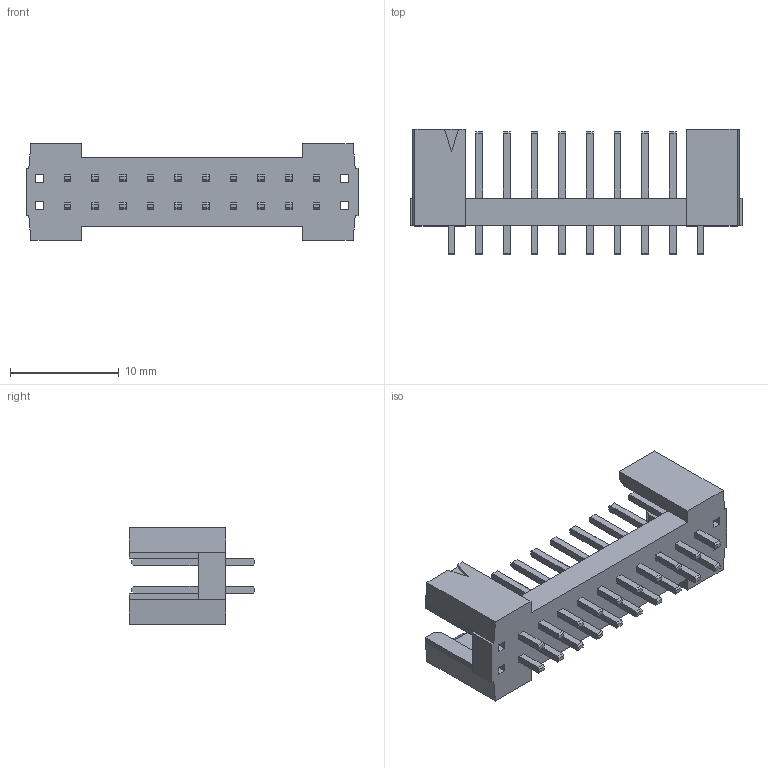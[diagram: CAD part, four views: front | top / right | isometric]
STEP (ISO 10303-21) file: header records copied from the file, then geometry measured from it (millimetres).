
FILE_DESCRIPTION(/* description */ ('STEP AP214'),/* implementation_level */ '2;1');
FILE_NAME(/* name */ 'TSSH-110-01-L-D',/* time_stamp */ '2023-02-27T21:02:55+01:00',/* author */ ('License CC BY-ND 4.0'),/* organization */ ('CADENAS'),/* preprocessor_version */ 'ST-DEVELOPER v18.102',/* originating_system */ 'PARTsolutions',/* authorisation */ ' ');
FILE_SCHEMA (('AUTOMOTIVE_DESIGN {1 0 10303 214 3 1 1}'));
Length unit declared in the file: inch
Products named in the file (3): TSSH-110-01-L-D; T-1S6-10-01-D-; TSSH-110-01-D_header
Assembly tree (2 placements, depth 2):
  TSSH-110-01-L-D
    T-1S6-10-01-D-
    TSSH-110-01-D_header
Bounding box: 30.48 x 11.56 x 8.89 mm (x, y, z)
Volume: 866 mm3; surface area: 1877.8 mm2
Topology: 2 solids, 2 shells, 383 faces, 1137 edges, 754 vertices
Faces by surface type: plane 383
Entity records: 12709 total; most frequent: CARTESIAN_POINT 2277, ORIENTED_EDGE 2274, DIRECTION 1909, EDGE_CURVE 1137, LINE 1137, VECTOR 1137, VERTEX_POINT 754, EDGE_LOOP 427
